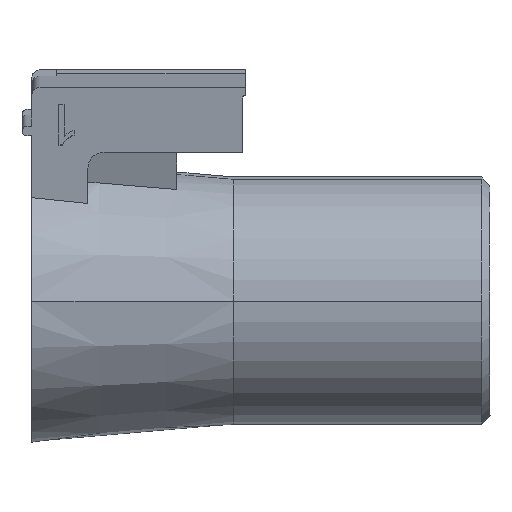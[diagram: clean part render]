
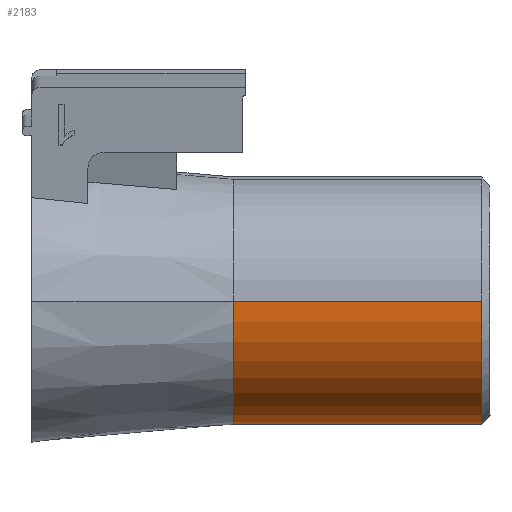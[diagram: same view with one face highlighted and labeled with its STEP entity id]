
A CAD part, front view. The second image highlights one B-rep face of the part: STEP entity #2183.
In plain terms, the highlighted cylindrical face has radius 7.5 mm (diameter 15 mm), a partial arc.
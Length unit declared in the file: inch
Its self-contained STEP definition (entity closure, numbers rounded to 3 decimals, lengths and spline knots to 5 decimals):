
#5 = DIRECTION ( 'NONE',  ( -1., 0., 0. ) ) ;
#16 = VECTOR ( 'NONE', #2785, 39.37008 ) ;
#99 = EDGE_LOOP ( 'NONE', ( #637, #2882, #2350, #740 ) ) ;
#200 = CARTESIAN_POINT ( 'NONE',  ( 0.7565, -0.01641, -0.00144 ) ) ;
#234 = DIRECTION ( 'NONE',  ( -1., 0., 0. ) ) ;
#266 = EDGE_CURVE ( 'NONE', #2881, #453, #2159, .T. ) ;
#337 = EDGE_CURVE ( 'NONE', #1960, #2881, #2385, .T. ) ;
#350 = DIRECTION ( 'NONE',  ( 0., -1., 0. ) ) ;
#453 = VERTEX_POINT ( 'NONE', #2002 ) ;
#485 = CIRCLE ( 'NONE', #2522, 0.29528 ) ;
#637 = ORIENTED_EDGE ( 'NONE', *, *, #2728, .T. ) ;
#740 = ORIENTED_EDGE ( 'NONE', *, *, #266, .T. ) ;
#1081 = VERTEX_POINT ( 'NONE', #2484 ) ;
#1321 = FACE_OUTER_BOUND ( 'NONE', #99, .T. ) ;
#1338 = DIRECTION ( 'NONE',  ( 0., -1., 0. ) ) ;
#1370 = CARTESIAN_POINT ( 'NONE',  ( 1.04331, -0.01641, -0.00144 ) ) ;
#1396 = LINE ( 'NONE', #1672, #16 ) ;
#1653 = CARTESIAN_POINT ( 'NONE',  ( 0.45, -0.01641, -0.00144 ) ) ;
#1672 = CARTESIAN_POINT ( 'NONE',  ( 0.7565, -0.31168, -0.00144 ) ) ;
#1871 = AXIS2_PLACEMENT_3D ( 'NONE', #1653, #2761, #1965 ) ;
#1894 = EDGE_CURVE ( 'NONE', #1081, #1960, #1396, .T. ) ;
#1949 = CARTESIAN_POINT ( 'NONE',  ( 0.7565, 0.01752, -0.29476 ) ) ;
#1960 = VERTEX_POINT ( 'NONE', #2564 ) ;
#1965 = DIRECTION ( 'NONE',  ( 0., -1., 0. ) ) ;
#2002 = CARTESIAN_POINT ( 'NONE',  ( 1.04331, 0.01752, -0.29476 ) ) ;
#2159 = LINE ( 'NONE', #1949, #3550 ) ;
#2183 = ADVANCED_FACE ( 'NONE', ( #1321 ), #2744, .T. ) ;
#2286 = AXIS2_PLACEMENT_3D ( 'NONE', #200, #234, #1338 ) ;
#2350 = ORIENTED_EDGE ( 'NONE', *, *, #337, .T. ) ;
#2385 = CIRCLE ( 'NONE', #1871, 0.29528 ) ;
#2484 = CARTESIAN_POINT ( 'NONE',  ( 1.04331, -0.31168, -0.00144 ) ) ;
#2522 = AXIS2_PLACEMENT_3D ( 'NONE', #1370, #5, #350 ) ;
#2564 = CARTESIAN_POINT ( 'NONE',  ( 0.45, -0.31168, -0.00144 ) ) ;
#2728 = EDGE_CURVE ( 'NONE', #453, #1081, #485, .T. ) ;
#2744 = CYLINDRICAL_SURFACE ( 'NONE', #2286, 0.29528 ) ;
#2761 = DIRECTION ( 'NONE',  ( 1., 0., 0. ) ) ;
#2785 = DIRECTION ( 'NONE',  ( -1., 0., 0. ) ) ;
#2881 = VERTEX_POINT ( 'NONE', #3600 ) ;
#2882 = ORIENTED_EDGE ( 'NONE', *, *, #1894, .T. ) ;
#3069 = DIRECTION ( 'NONE',  ( 1., 0., 0. ) ) ;
#3550 = VECTOR ( 'NONE', #3069, 39.37008 ) ;
#3600 = CARTESIAN_POINT ( 'NONE',  ( 0.45, 0.01752, -0.29476 ) ) ;
